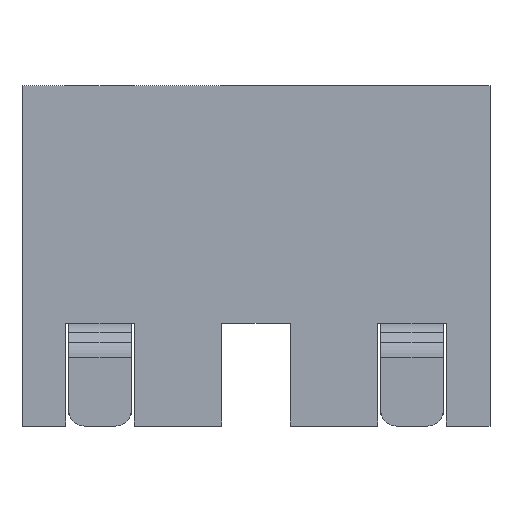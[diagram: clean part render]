
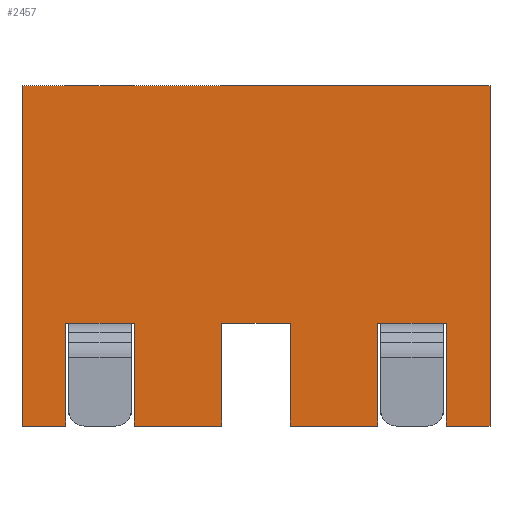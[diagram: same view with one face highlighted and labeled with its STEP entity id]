
A CAD part, front view. The second image highlights one B-rep face of the part: STEP entity #2457.
In plain terms, the highlighted planar face has unit normal (0, -1, 0).
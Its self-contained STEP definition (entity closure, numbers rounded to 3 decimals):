
#21 = VERTEX_POINT ( 'NONE', #1485 ) ;
#92 = DIRECTION ( 'NONE',  ( 0., 0., -1. ) ) ;
#99 = VECTOR ( 'NONE', #2700, 1000. ) ;
#149 = VERTEX_POINT ( 'NONE', #2201 ) ;
#166 = CARTESIAN_POINT ( 'NONE',  ( 3.75, 0., 2.725 ) ) ;
#184 = VERTEX_POINT ( 'NONE', #1978 ) ;
#189 = EDGE_CURVE ( 'NONE', #1935, #648, #2917, .T. ) ;
#240 = ORIENTED_EDGE ( 'NONE', *, *, #1812, .F. ) ;
#252 = VERTEX_POINT ( 'NONE', #511 ) ;
#267 = CARTESIAN_POINT ( 'NONE',  ( -3.05, 0., -2.725 ) ) ;
#280 = EDGE_CURVE ( 'NONE', #2012, #865, #1030, .T. ) ;
#327 = CARTESIAN_POINT ( 'NONE',  ( 3.75, 0., 2.725 ) ) ;
#331 = LINE ( 'NONE', #1294, #1117 ) ;
#336 = CARTESIAN_POINT ( 'NONE',  ( -3.05, 0., -1.075 ) ) ;
#363 = DIRECTION ( 'NONE',  ( 0., 0., -1. ) ) ;
#372 = VECTOR ( 'NONE', #1379, 1000. ) ;
#383 = EDGE_LOOP ( 'NONE', ( #979, #400, #835, #1940, #497, #944, #2564, #427, #1330, #2866, #2236, #2560, #2877, #240, #1397, #2789 ) ) ;
#400 = ORIENTED_EDGE ( 'NONE', *, *, #1084, .F. ) ;
#422 = LINE ( 'NONE', #267, #2948 ) ;
#427 = ORIENTED_EDGE ( 'NONE', *, *, #1026, .T. ) ;
#461 = CARTESIAN_POINT ( 'NONE',  ( 3.05, 0., -2.725 ) ) ;
#472 = LINE ( 'NONE', #1896, #532 ) ;
#484 = CARTESIAN_POINT ( 'NONE',  ( 0.55, 0., -1.075 ) ) ;
#497 = ORIENTED_EDGE ( 'NONE', *, *, #1455, .F. ) ;
#511 = CARTESIAN_POINT ( 'NONE',  ( 0.55, 0., -2.725 ) ) ;
#517 = VERTEX_POINT ( 'NONE', #2779 ) ;
#532 = VECTOR ( 'NONE', #2964, 1000. ) ;
#538 = EDGE_CURVE ( 'NONE', #21, #991, #2537, .T. ) ;
#548 = EDGE_CURVE ( 'NONE', #1297, #252, #1847, .T. ) ;
#590 = LINE ( 'NONE', #2322, #372 ) ;
#648 = VERTEX_POINT ( 'NONE', #1407 ) ;
#805 = DIRECTION ( 'NONE',  ( 0., 0., -1. ) ) ;
#835 = ORIENTED_EDGE ( 'NONE', *, *, #2569, .T. ) ;
#865 = VERTEX_POINT ( 'NONE', #2031 ) ;
#920 = EDGE_CURVE ( 'NONE', #2012, #517, #472, .T. ) ;
#925 = DIRECTION ( 'NONE',  ( 0., 0., -1. ) ) ;
#940 = CARTESIAN_POINT ( 'NONE',  ( -0.55, 0., -2.725 ) ) ;
#944 = ORIENTED_EDGE ( 'NONE', *, *, #920, .F. ) ;
#946 = DIRECTION ( 'NONE',  ( -1., 0., 0. ) ) ;
#977 = VERTEX_POINT ( 'NONE', #2243 ) ;
#979 = ORIENTED_EDGE ( 'NONE', *, *, #189, .F. ) ;
#991 = VERTEX_POINT ( 'NONE', #2764 ) ;
#1023 = VERTEX_POINT ( 'NONE', #1281 ) ;
#1026 = EDGE_CURVE ( 'NONE', #865, #1645, #1517, .T. ) ;
#1030 = LINE ( 'NONE', #1990, #1765 ) ;
#1084 = EDGE_CURVE ( 'NONE', #977, #1935, #2040, .T. ) ;
#1117 = VECTOR ( 'NONE', #2235, 1000. ) ;
#1123 = PLANE ( 'NONE',  #1830 ) ;
#1144 = LINE ( 'NONE', #2310, #1521 ) ;
#1154 = VECTOR ( 'NONE', #2998, 1000. ) ;
#1258 = DIRECTION ( 'NONE',  ( -1., 0., 0. ) ) ;
#1281 = CARTESIAN_POINT ( 'NONE',  ( -3.75, 0., 2.725 ) ) ;
#1291 = CARTESIAN_POINT ( 'NONE',  ( -0.55, 0., -2.725 ) ) ;
#1294 = CARTESIAN_POINT ( 'NONE',  ( -3.05, 0., -1.075 ) ) ;
#1297 = VERTEX_POINT ( 'NONE', #484 ) ;
#1306 = LINE ( 'NONE', #2931, #1154 ) ;
#1322 = EDGE_CURVE ( 'NONE', #21, #1023, #1929, .T. ) ;
#1330 = ORIENTED_EDGE ( 'NONE', *, *, #1666, .F. ) ;
#1339 = CARTESIAN_POINT ( 'NONE',  ( 1.95, 0., -1.075 ) ) ;
#1379 = DIRECTION ( 'NONE',  ( 0., 0., -1. ) ) ;
#1397 = ORIENTED_EDGE ( 'NONE', *, *, #2074, .T. ) ;
#1404 = VERTEX_POINT ( 'NONE', #336 ) ;
#1407 = CARTESIAN_POINT ( 'NONE',  ( -1.95, 0., -2.725 ) ) ;
#1455 = EDGE_CURVE ( 'NONE', #517, #252, #1144, .T. ) ;
#1485 = CARTESIAN_POINT ( 'NONE',  ( 3.75, 0., 2.725 ) ) ;
#1509 = LINE ( 'NONE', #2748, #1557 ) ;
#1517 = LINE ( 'NONE', #1777, #2222 ) ;
#1521 = VECTOR ( 'NONE', #3058, 1000. ) ;
#1557 = VECTOR ( 'NONE', #1258, 1000. ) ;
#1572 = VECTOR ( 'NONE', #946, 1000. ) ;
#1575 = CARTESIAN_POINT ( 'NONE',  ( -3.75, 0., -2.725 ) ) ;
#1580 = CARTESIAN_POINT ( 'NONE',  ( -0.55, 0., -1.075 ) ) ;
#1585 = LINE ( 'NONE', #2517, #2120 ) ;
#1599 = DIRECTION ( 'NONE',  ( 0., 0., 1. ) ) ;
#1645 = VERTEX_POINT ( 'NONE', #461 ) ;
#1651 = EDGE_CURVE ( 'NONE', #1023, #1709, #590, .T. ) ;
#1666 = EDGE_CURVE ( 'NONE', #991, #1645, #1585, .T. ) ;
#1709 = VERTEX_POINT ( 'NONE', #1575 ) ;
#1765 = VECTOR ( 'NONE', #2214, 1000. ) ;
#1769 = CARTESIAN_POINT ( 'NONE',  ( 3.75, 0., -2.725 ) ) ;
#1777 = CARTESIAN_POINT ( 'NONE',  ( 3.05, 0., -2.725 ) ) ;
#1812 = EDGE_CURVE ( 'NONE', #1404, #149, #422, .T. ) ;
#1830 = AXIS2_PLACEMENT_3D ( 'NONE', #166, #2530, #1599 ) ;
#1847 = LINE ( 'NONE', #3059, #2065 ) ;
#1848 = LINE ( 'NONE', #1580, #2241 ) ;
#1896 = CARTESIAN_POINT ( 'NONE',  ( 1.95, 0., -2.725 ) ) ;
#1929 = LINE ( 'NONE', #327, #1572 ) ;
#1935 = VERTEX_POINT ( 'NONE', #940 ) ;
#1940 = ORIENTED_EDGE ( 'NONE', *, *, #548, .T. ) ;
#1978 = CARTESIAN_POINT ( 'NONE',  ( -1.95, 0., -1.075 ) ) ;
#1990 = CARTESIAN_POINT ( 'NONE',  ( 1.95, 0., -1.075 ) ) ;
#2012 = VERTEX_POINT ( 'NONE', #1339 ) ;
#2031 = CARTESIAN_POINT ( 'NONE',  ( 3.05, 0., -1.075 ) ) ;
#2040 = LINE ( 'NONE', #1291, #2090 ) ;
#2065 = VECTOR ( 'NONE', #925, 1000. ) ;
#2066 = FACE_OUTER_BOUND ( 'NONE', #383, .T. ) ;
#2074 = EDGE_CURVE ( 'NONE', #1404, #184, #331, .T. ) ;
#2090 = VECTOR ( 'NONE', #92, 1000. ) ;
#2120 = VECTOR ( 'NONE', #2289, 1000. ) ;
#2201 = CARTESIAN_POINT ( 'NONE',  ( -3.05, 0., -2.725 ) ) ;
#2214 = DIRECTION ( 'NONE',  ( 1., 0., 0. ) ) ;
#2222 = VECTOR ( 'NONE', #805, 1000. ) ;
#2235 = DIRECTION ( 'NONE',  ( 1., 0., 0. ) ) ;
#2236 = ORIENTED_EDGE ( 'NONE', *, *, #1322, .T. ) ;
#2241 = VECTOR ( 'NONE', #2510, 1000. ) ;
#2243 = CARTESIAN_POINT ( 'NONE',  ( -0.55, 0., -1.075 ) ) ;
#2289 = DIRECTION ( 'NONE',  ( -1., 0., 0. ) ) ;
#2310 = CARTESIAN_POINT ( 'NONE',  ( 3.75, 0., -2.725 ) ) ;
#2322 = CARTESIAN_POINT ( 'NONE',  ( -3.75, 0., 2.725 ) ) ;
#2400 = DIRECTION ( 'NONE',  ( 0., 0., -1. ) ) ;
#2457 = ADVANCED_FACE ( 'NONE', ( #2066 ), #1123, .F. ) ;
#2492 = CARTESIAN_POINT ( 'NONE',  ( 3.75, 0., 2.725 ) ) ;
#2510 = DIRECTION ( 'NONE',  ( 1., 0., 0. ) ) ;
#2517 = CARTESIAN_POINT ( 'NONE',  ( 3.75, 0., -2.725 ) ) ;
#2530 = DIRECTION ( 'NONE',  ( 0., 1., 0. ) ) ;
#2537 = LINE ( 'NONE', #2492, #2900 ) ;
#2560 = ORIENTED_EDGE ( 'NONE', *, *, #1651, .T. ) ;
#2564 = ORIENTED_EDGE ( 'NONE', *, *, #280, .T. ) ;
#2569 = EDGE_CURVE ( 'NONE', #977, #1297, #1848, .T. ) ;
#2638 = EDGE_CURVE ( 'NONE', #184, #648, #1306, .T. ) ;
#2642 = EDGE_CURVE ( 'NONE', #149, #1709, #1509, .T. ) ;
#2700 = DIRECTION ( 'NONE',  ( -1., 0., 0. ) ) ;
#2748 = CARTESIAN_POINT ( 'NONE',  ( 3.75, 0., -2.725 ) ) ;
#2764 = CARTESIAN_POINT ( 'NONE',  ( 3.75, 0., -2.725 ) ) ;
#2779 = CARTESIAN_POINT ( 'NONE',  ( 1.95, 0., -2.725 ) ) ;
#2789 = ORIENTED_EDGE ( 'NONE', *, *, #2638, .T. ) ;
#2866 = ORIENTED_EDGE ( 'NONE', *, *, #538, .F. ) ;
#2877 = ORIENTED_EDGE ( 'NONE', *, *, #2642, .F. ) ;
#2900 = VECTOR ( 'NONE', #363, 1000. ) ;
#2917 = LINE ( 'NONE', #1769, #99 ) ;
#2931 = CARTESIAN_POINT ( 'NONE',  ( -1.95, 0., -2.725 ) ) ;
#2948 = VECTOR ( 'NONE', #2400, 1000. ) ;
#2964 = DIRECTION ( 'NONE',  ( 0., 0., -1. ) ) ;
#2998 = DIRECTION ( 'NONE',  ( 0., 0., -1. ) ) ;
#3058 = DIRECTION ( 'NONE',  ( -1., 0., 0. ) ) ;
#3059 = CARTESIAN_POINT ( 'NONE',  ( 0.55, 0., -2.725 ) ) ;
